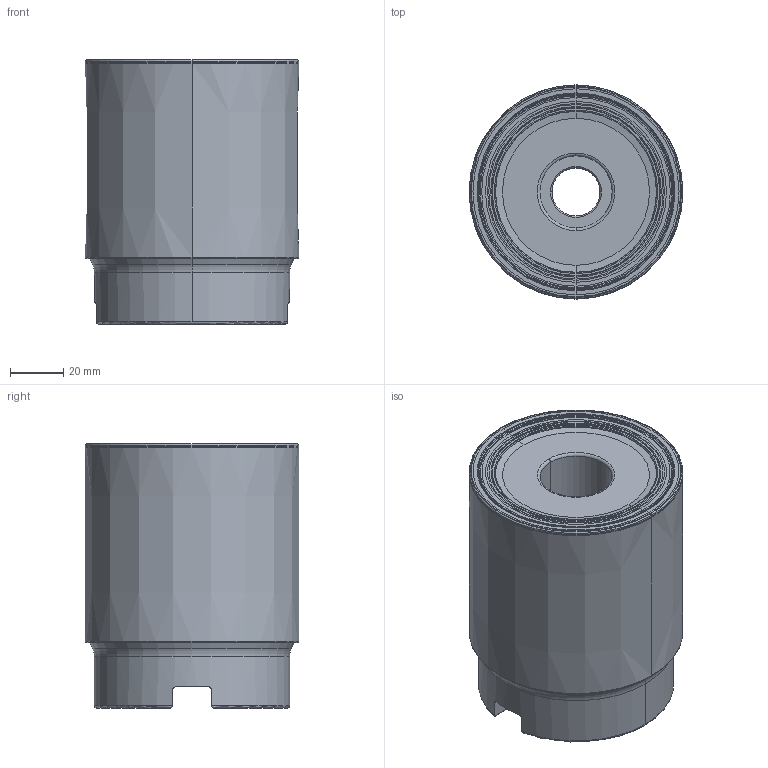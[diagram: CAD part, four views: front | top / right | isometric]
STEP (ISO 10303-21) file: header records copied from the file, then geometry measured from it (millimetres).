
FILE_DESCRIPTION((''),'2;1');
FILE_NAME('22J3K080074F3R00__ASM','2009-07-28T',('poussios_pc'),(''),'PRO/ENGINEER BY PARAMETRIC TECHNOLOGY CORPORATION, 2007460','PRO/ENGINEER BY PARAMETRIC TECHNOLOGY CORPORATION, 2007460','');
FILE_SCHEMA(('CONFIG_CONTROL_DESIGN'));
Length unit declared in the file: millimetre
Products named in the file (3): 22J3K080074F3R00_HSG; SCHNEIDE; 22J3K080074F3R00__ASM
Assembly tree (2 placements, depth 2):
  22J3K080074F3R00__ASM
    22J3K080074F3R00_HSG
    SCHNEIDE
Bounding box: 80 x 80 x 99 mm (x, y, z)
Volume: 568393.2 mm3; surface area: 76587 mm2
Topology: 2 solids, 2 shells, 140 faces, 302 edges, 166 vertices
Faces by surface type: revolution 76, cone 18, plane 16, cylinder 16, torus 14
Entity records: 8496 total; most frequent: CARTESIAN_POINT 5471, ORIENTED_EDGE 604, DIRECTION 566, EDGE_CURVE 302, AXIS2_PLACEMENT_3D 219, B_SPLINE_CURVE_WITH_KNOTS 176, VERTEX_POINT 166, CIRCLE 150
